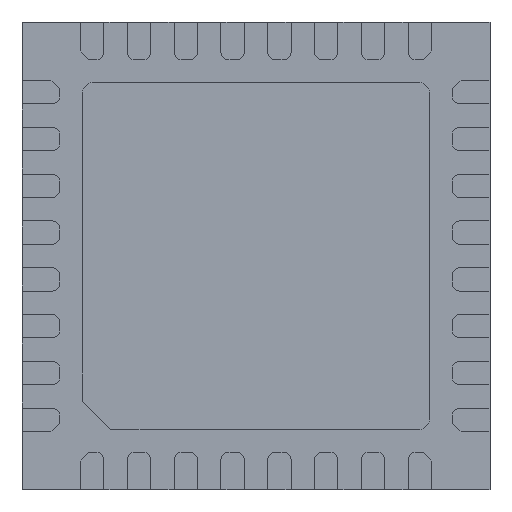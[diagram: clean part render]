
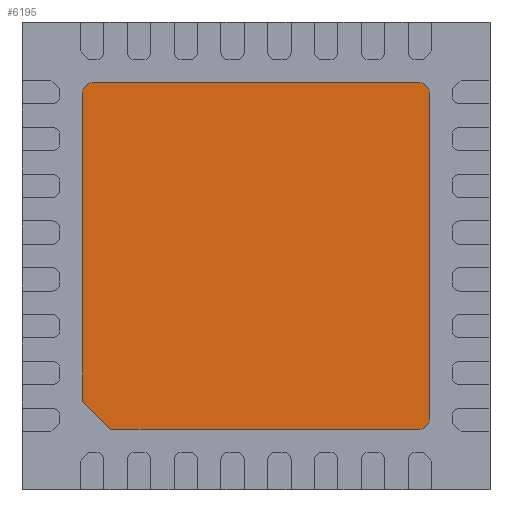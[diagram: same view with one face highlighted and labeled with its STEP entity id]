
A CAD part, front view. The second image highlights one B-rep face of the part: STEP entity #6195.
In plain terms, the highlighted planar face has unit normal (0, -1, 0).
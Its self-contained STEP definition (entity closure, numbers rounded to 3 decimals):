
#102 = LINE ( 'NONE', #15128, #14976 ) ;
#215 = EDGE_CURVE ( 'NONE', #15383, #14461, #13130, .T. ) ;
#681 = VECTOR ( 'NONE', #15895, 1000. ) ;
#778 = DIRECTION ( 'NONE',  ( 0., 0., 1. ) ) ;
#781 = LINE ( 'NONE', #14337, #8327 ) ;
#835 = AXIS2_PLACEMENT_3D ( 'NONE', #11600, #1813, #4270 ) ;
#906 = CARTESIAN_POINT ( 'NONE',  ( -1.85, 0., -1.55 ) ) ;
#1156 = AXIS2_PLACEMENT_3D ( 'NONE', #8255, #14345, #3338 ) ;
#1452 = EDGE_CURVE ( 'NONE', #5193, #6284, #3811, .T. ) ;
#1686 = CARTESIAN_POINT ( 'NONE',  ( 1.85, 0., 1.75 ) ) ;
#1813 = DIRECTION ( 'NONE',  ( 0., -1., 0. ) ) ;
#2337 = DIRECTION ( 'NONE',  ( 0.707, 0., -0.707 ) ) ;
#2480 = EDGE_CURVE ( 'NONE', #14461, #9706, #102, .T. ) ;
#2821 = ORIENTED_EDGE ( 'NONE', *, *, #1452, .T. ) ;
#3070 = VERTEX_POINT ( 'NONE', #12233 ) ;
#3338 = DIRECTION ( 'NONE',  ( 0., 0., -1. ) ) ;
#3365 = CARTESIAN_POINT ( 'NONE',  ( -1.85, 0., 1.75 ) ) ;
#3420 = VECTOR ( 'NONE', #6770, 1000. ) ;
#3705 = ORIENTED_EDGE ( 'NONE', *, *, #2480, .T. ) ;
#3749 = VERTEX_POINT ( 'NONE', #14301 ) ;
#3779 = DIRECTION ( 'NONE',  ( 0., -1., 0. ) ) ;
#3811 = CIRCLE ( 'NONE', #1156, 0.1 ) ;
#3876 = ORIENTED_EDGE ( 'NONE', *, *, #6756, .T. ) ;
#4080 = DIRECTION ( 'NONE',  ( 0., 0., -1. ) ) ;
#4270 = DIRECTION ( 'NONE',  ( 0., 0., -1. ) ) ;
#4995 = VECTOR ( 'NONE', #2337, 1000. ) ;
#5193 = VERTEX_POINT ( 'NONE', #6807 ) ;
#5327 = DIRECTION ( 'NONE',  ( 0., -1., 0. ) ) ;
#5388 = LINE ( 'NONE', #9427, #4995 ) ;
#5754 = AXIS2_PLACEMENT_3D ( 'NONE', #14945, #3779, #14778 ) ;
#5757 = FACE_OUTER_BOUND ( 'NONE', #9980, .T. ) ;
#6195 = ADVANCED_FACE ( 'NONE', ( #5757 ), #13733, .T. ) ;
#6284 = VERTEX_POINT ( 'NONE', #10285 ) ;
#6368 = CIRCLE ( 'NONE', #5754, 0.1 ) ;
#6482 = LINE ( 'NONE', #15845, #681 ) ;
#6756 = EDGE_CURVE ( 'NONE', #3070, #5193, #7480, .T. ) ;
#6770 = DIRECTION ( 'NONE',  ( 1., 0., 0. ) ) ;
#6807 = CARTESIAN_POINT ( 'NONE',  ( 1.75, 0., -1.85 ) ) ;
#7480 = LINE ( 'NONE', #7959, #3420 ) ;
#7959 = CARTESIAN_POINT ( 'NONE',  ( 1.75, 0., -1.85 ) ) ;
#8156 = VERTEX_POINT ( 'NONE', #1686 ) ;
#8255 = CARTESIAN_POINT ( 'NONE',  ( 1.75, 0., -1.75 ) ) ;
#8294 = AXIS2_PLACEMENT_3D ( 'NONE', #12712, #5327, #13953 ) ;
#8327 = VECTOR ( 'NONE', #778, 1000. ) ;
#8462 = ORIENTED_EDGE ( 'NONE', *, *, #14518, .T. ) ;
#8974 = EDGE_CURVE ( 'NONE', #6284, #8156, #781, .T. ) ;
#9070 = CARTESIAN_POINT ( 'NONE',  ( -1.75, 0., 1.85 ) ) ;
#9427 = CARTESIAN_POINT ( 'NONE',  ( -1.55, 0., -1.85 ) ) ;
#9706 = VERTEX_POINT ( 'NONE', #906 ) ;
#9980 = EDGE_LOOP ( 'NONE', ( #14380, #8462, #12448, #3705, #15464, #3876, #2821, #11546 ) ) ;
#10260 = EDGE_CURVE ( 'NONE', #8156, #3749, #6368, .T. ) ;
#10285 = CARTESIAN_POINT ( 'NONE',  ( 1.85, 0., -1.75 ) ) ;
#10673 = EDGE_CURVE ( 'NONE', #9706, #3070, #5388, .T. ) ;
#11546 = ORIENTED_EDGE ( 'NONE', *, *, #8974, .T. ) ;
#11600 = CARTESIAN_POINT ( 'NONE',  ( -1.75, 0., 1.75 ) ) ;
#12233 = CARTESIAN_POINT ( 'NONE',  ( -1.55, 0., -1.85 ) ) ;
#12448 = ORIENTED_EDGE ( 'NONE', *, *, #215, .T. ) ;
#12712 = CARTESIAN_POINT ( 'NONE',  ( 1.75, 0., 1.75 ) ) ;
#13130 = CIRCLE ( 'NONE', #835, 0.1 ) ;
#13733 = PLANE ( 'NONE',  #8294 ) ;
#13953 = DIRECTION ( 'NONE',  ( 0., 0., -1. ) ) ;
#14301 = CARTESIAN_POINT ( 'NONE',  ( 1.75, 0., 1.85 ) ) ;
#14337 = CARTESIAN_POINT ( 'NONE',  ( 1.85, 0., -1.75 ) ) ;
#14345 = DIRECTION ( 'NONE',  ( 0., -1., 0. ) ) ;
#14380 = ORIENTED_EDGE ( 'NONE', *, *, #10260, .T. ) ;
#14461 = VERTEX_POINT ( 'NONE', #3365 ) ;
#14518 = EDGE_CURVE ( 'NONE', #3749, #15383, #6482, .T. ) ;
#14778 = DIRECTION ( 'NONE',  ( 0., 0., -1. ) ) ;
#14945 = CARTESIAN_POINT ( 'NONE',  ( 1.75, 0., 1.75 ) ) ;
#14976 = VECTOR ( 'NONE', #4080, 1000. ) ;
#15128 = CARTESIAN_POINT ( 'NONE',  ( -1.85, 0., -1.55 ) ) ;
#15383 = VERTEX_POINT ( 'NONE', #9070 ) ;
#15464 = ORIENTED_EDGE ( 'NONE', *, *, #10673, .T. ) ;
#15845 = CARTESIAN_POINT ( 'NONE',  ( 1.75, 0., 1.85 ) ) ;
#15895 = DIRECTION ( 'NONE',  ( -1., 0., 0. ) ) ;
